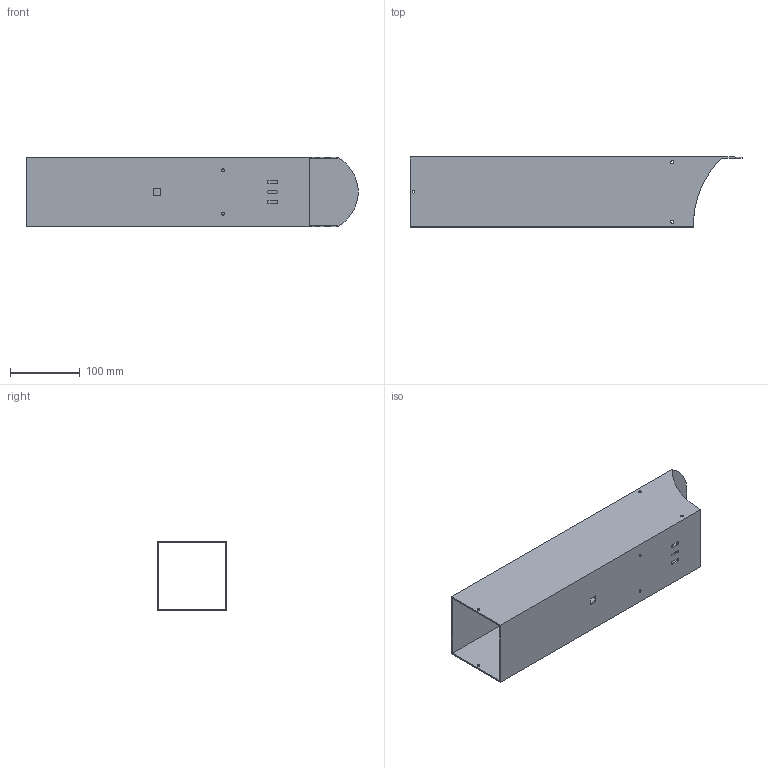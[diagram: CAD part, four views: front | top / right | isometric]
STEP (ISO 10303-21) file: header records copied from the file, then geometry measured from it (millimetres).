
FILE_DESCRIPTION (( 'STEP AP203' ), '1' );
FILE_NAME ('square tube 100x100x2.STEP', '2015-11-15T18:09:40', ( '' ), ( '' ), 'SwSTEP 2.0', 'SolidWorks 2015', '' );
FILE_SCHEMA (( 'CONFIG_CONTROL_DESIGN' ));
Length unit declared in the file: millimetre
Products named in the file (1): square tube 100x100x2
Bounding box: 474.8 x 100 x 100 mm (x, y, z)
Volume: 333767.3 mm3; surface area: 335924.9 mm2
Topology: 1 solids, 1 shells, 45 faces, 128 edges, 84 vertices
Faces by surface type: cylinder 26, plane 19
Entity records: 1611 total; most frequent: DIRECTION 272, CARTESIAN_POINT 258, ORIENTED_EDGE 256, EDGE_CURVE 128, AXIS2_PLACEMENT_3D 98, VERTEX_POINT 84, VECTOR 76, LINE 76
